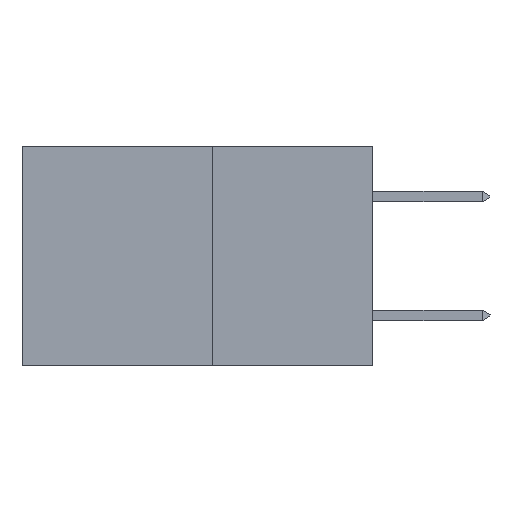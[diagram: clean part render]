
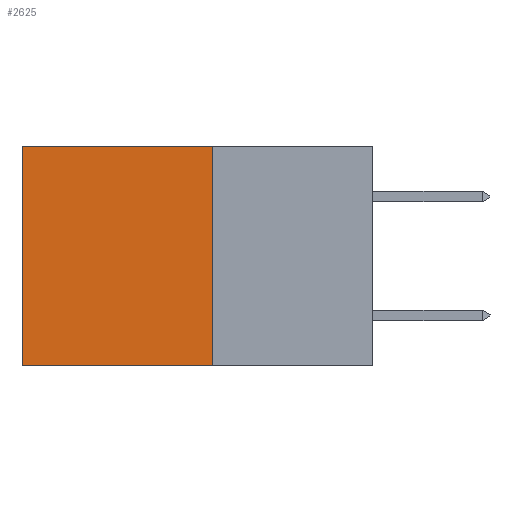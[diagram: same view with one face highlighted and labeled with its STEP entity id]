
A CAD part, left-side view. The second image highlights one B-rep face of the part: STEP entity #2625.
In plain terms, the highlighted planar face has unit normal (-1, 0, 0).
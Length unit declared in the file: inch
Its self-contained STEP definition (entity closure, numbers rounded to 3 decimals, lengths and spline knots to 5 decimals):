
#729 = VERTEX_POINT ( 'NONE', #11881 ) ;
#1173 = PLANE ( 'NONE',  #17130 ) ;
#1542 = CARTESIAN_POINT ( 'NONE',  ( 0.277, 0.27, -0.37 ) ) ;
#2286 = DIRECTION ( 'NONE',  ( 0., 0., -1. ) ) ;
#2339 = DIRECTION ( 'NONE',  ( 1., 0., 0. ) ) ;
#2508 = ORIENTED_EDGE ( 'NONE', *, *, #15217, .T. ) ;
#2625 = ADVANCED_FACE ( 'NONE', ( #7067 ), #1173, .F. ) ;
#2829 = VECTOR ( 'NONE', #8044, 39.37008 ) ;
#2903 = DIRECTION ( 'NONE',  ( 0., 0., -1. ) ) ;
#3323 = EDGE_CURVE ( 'NONE', #11389, #11153, #4020, .T. ) ;
#3811 = ORIENTED_EDGE ( 'NONE', *, *, #12229, .T. ) ;
#4020 = LINE ( 'NONE', #15096, #14267 ) ;
#5401 = DIRECTION ( 'NONE',  ( 0., 1., 0. ) ) ;
#6642 = VERTEX_POINT ( 'NONE', #9350 ) ;
#6661 = CARTESIAN_POINT ( 'NONE',  ( 0.277, 0.27, 0. ) ) ;
#6750 = ORIENTED_EDGE ( 'NONE', *, *, #16748, .F. ) ;
#6881 = LINE ( 'NONE', #6661, #2829 ) ;
#7067 = FACE_OUTER_BOUND ( 'NONE', #13273, .T. ) ;
#7076 = CARTESIAN_POINT ( 'NONE',  ( 0.277, 0.59, -0.37 ) ) ;
#7884 = CARTESIAN_POINT ( 'NONE',  ( 0.277, 0.59, -0.37 ) ) ;
#8044 = DIRECTION ( 'NONE',  ( 0., 1., 0. ) ) ;
#8317 = VECTOR ( 'NONE', #17103, 39.37008 ) ;
#8459 = LINE ( 'NONE', #1542, #15071 ) ;
#9350 = CARTESIAN_POINT ( 'NONE',  ( 0.277, 0.59, 0. ) ) ;
#10762 = CARTESIAN_POINT ( 'NONE',  ( 0.277, 0.27, -0.37 ) ) ;
#11153 = VERTEX_POINT ( 'NONE', #7076 ) ;
#11389 = VERTEX_POINT ( 'NONE', #16760 ) ;
#11463 = LINE ( 'NONE', #7884, #8317 ) ;
#11881 = CARTESIAN_POINT ( 'NONE',  ( 0.277, 0.27, 0. ) ) ;
#12229 = EDGE_CURVE ( 'NONE', #729, #6642, #6881, .T. ) ;
#13273 = EDGE_LOOP ( 'NONE', ( #2508, #15525, #6750, #3811 ) ) ;
#14267 = VECTOR ( 'NONE', #5401, 39.37008 ) ;
#15071 = VECTOR ( 'NONE', #2903, 39.37008 ) ;
#15096 = CARTESIAN_POINT ( 'NONE',  ( 0.277, 0.27, -0.37 ) ) ;
#15217 = EDGE_CURVE ( 'NONE', #6642, #11153, #11463, .T. ) ;
#15525 = ORIENTED_EDGE ( 'NONE', *, *, #3323, .F. ) ;
#16748 = EDGE_CURVE ( 'NONE', #729, #11389, #8459, .T. ) ;
#16760 = CARTESIAN_POINT ( 'NONE',  ( 0.277, 0.27, -0.37 ) ) ;
#17103 = DIRECTION ( 'NONE',  ( 0., 0., -1. ) ) ;
#17130 = AXIS2_PLACEMENT_3D ( 'NONE', #10762, #2339, #2286 ) ;
